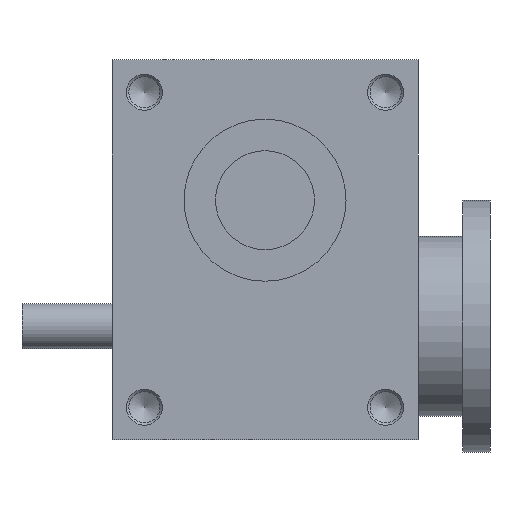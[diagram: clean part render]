
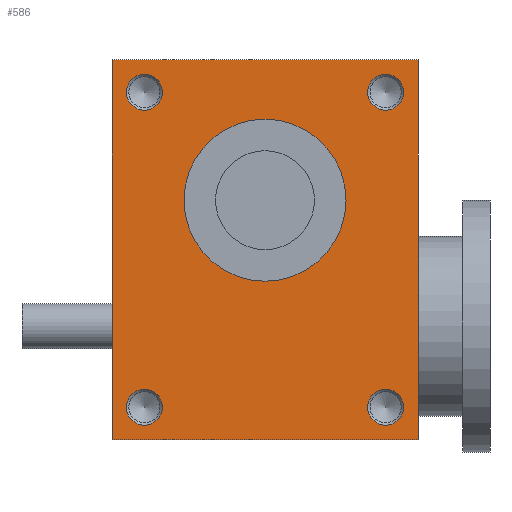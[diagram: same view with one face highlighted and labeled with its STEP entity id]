
A CAD part, front view. The second image highlights one B-rep face of the part: STEP entity #586.
In plain terms, the highlighted planar face has unit normal (0, -1, 0).
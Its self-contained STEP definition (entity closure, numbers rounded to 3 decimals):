
#586 = ADVANCED_FACE( '', ( #1209, #1210, #1211, #1212, #1213, #1214 ), #1215, .F. );
#1209 = FACE_BOUND( '', #1840, .T. );
#1210 = FACE_BOUND( '', #1841, .T. );
#1211 = FACE_BOUND( '', #1842, .T. );
#1212 = FACE_BOUND( '', #1843, .T. );
#1213 = FACE_BOUND( '', #1844, .T. );
#1214 = FACE_OUTER_BOUND( '', #1845, .T. );
#1215 = PLANE( '', #1846 );
#1840 = EDGE_LOOP( '', ( #3196 ) );
#1841 = EDGE_LOOP( '', ( #3197 ) );
#1842 = EDGE_LOOP( '', ( #3198 ) );
#1843 = EDGE_LOOP( '', ( #3199 ) );
#1844 = EDGE_LOOP( '', ( #3200 ) );
#1845 = EDGE_LOOP( '', ( #3201, #3202, #3203, #3204 ) );
#1846 = AXIS2_PLACEMENT_3D( '', #3205, #3206, #3207 );
#3196 = ORIENTED_EDGE( '', *, *, #3789, .F. );
#3197 = ORIENTED_EDGE( '', *, *, #3865, .F. );
#3198 = ORIENTED_EDGE( '', *, *, #3372, .F. );
#3199 = ORIENTED_EDGE( '', *, *, #3665, .F. );
#3200 = ORIENTED_EDGE( '', *, *, #3639, .T. );
#3201 = ORIENTED_EDGE( '', *, *, #3808, .T. );
#3202 = ORIENTED_EDGE( '', *, *, #3834, .F. );
#3203 = ORIENTED_EDGE( '', *, *, #3817, .F. );
#3204 = ORIENTED_EDGE( '', *, *, #3404, .T. );
#3205 = CARTESIAN_POINT( '', ( -85., -75., 105.5 ) );
#3206 = DIRECTION( '', ( 0., 1., 0. ) );
#3207 = DIRECTION( '', ( 0., 0., 1. ) );
#3372 = EDGE_CURVE( '', #3936, #3936, #3937, .T. );
#3404 = EDGE_CURVE( '', #3989, #3987, #3990, .T. );
#3639 = EDGE_CURVE( '', #4378, #4378, #4379, .T. );
#3665 = EDGE_CURVE( '', #4414, #4414, #4415, .T. );
#3789 = EDGE_CURVE( '', #4572, #4572, #4573, .T. );
#3808 = EDGE_CURVE( '', #3987, #4593, #4595, .T. );
#3817 = EDGE_CURVE( '', #3989, #4605, #4606, .T. );
#3834 = EDGE_CURVE( '', #4605, #4593, #4622, .T. );
#3865 = EDGE_CURVE( '', #4656, #4656, #4657, .T. );
#3936 = VERTEX_POINT( '', #4744 );
#3937 = CIRCLE( '', #4745, 10. );
#3987 = VERTEX_POINT( '', #4799 );
#3989 = VERTEX_POINT( '', #4802 );
#3990 = LINE( '', #4803, #4804 );
#4378 = VERTEX_POINT( '', #5318 );
#4379 = CIRCLE( '', #5319, 45. );
#4414 = VERTEX_POINT( '', #5365 );
#4415 = CIRCLE( '', #5366, 10. );
#4572 = VERTEX_POINT( '', #5606 );
#4573 = CIRCLE( '', #5607, 10. );
#4593 = VERTEX_POINT( '', #5631 );
#4595 = LINE( '', #5634, #5635 );
#4605 = VERTEX_POINT( '', #5678 );
#4606 = LINE( '', #5679, #5680 );
#4622 = LINE( '', #5702, #5703 );
#4656 = VERTEX_POINT( '', #5742 );
#4657 = CIRCLE( '', #5743, 10. );
#4744 = CARTESIAN_POINT( '', ( 67., -75., 77.5 ) );
#4745 = AXIS2_PLACEMENT_3D( '', #5795, #5796, #5797 );
#4799 = CARTESIAN_POINT( '', ( -85., -75., -105.5 ) );
#4802 = CARTESIAN_POINT( '', ( -85., -75., 105.5 ) );
#4803 = CARTESIAN_POINT( '', ( -85., -75., 105.5 ) );
#4804 = VECTOR( '', #5851, 1000. );
#5318 = CARTESIAN_POINT( '', ( 45., -75., 27.5 ) );
#5319 = AXIS2_PLACEMENT_3D( '', #6167, #6168, #6169 );
#5365 = CARTESIAN_POINT( '', ( 67., -75., -97.5 ) );
#5366 = AXIS2_PLACEMENT_3D( '', #6196, #6197, #6198 );
#5606 = CARTESIAN_POINT( '', ( -67., -75., -97.5 ) );
#5607 = AXIS2_PLACEMENT_3D( '', #6318, #6319, #6320 );
#5631 = CARTESIAN_POINT( '', ( 85., -75., -105.5 ) );
#5634 = CARTESIAN_POINT( '', ( -85., -75., -105.5 ) );
#5635 = VECTOR( '', #6335, 1000. );
#5678 = CARTESIAN_POINT( '', ( 85., -75., 105.5 ) );
#5679 = CARTESIAN_POINT( '', ( -85., -75., 105.5 ) );
#5680 = VECTOR( '', #6342, 1000. );
#5702 = CARTESIAN_POINT( '', ( 85., -75., 105.5 ) );
#5703 = VECTOR( '', #6349, 1000. );
#5742 = CARTESIAN_POINT( '', ( -67., -75., 77.5 ) );
#5743 = AXIS2_PLACEMENT_3D( '', #6367, #6368, #6369 );
#5795 = CARTESIAN_POINT( '', ( 67., -75., 87.5 ) );
#5796 = DIRECTION( '', ( 0., -1., 0. ) );
#5797 = DIRECTION( '', ( 0., 0., -1. ) );
#5851 = DIRECTION( '', ( 0., 0., -1. ) );
#6167 = CARTESIAN_POINT( '', ( 0., -75., 27.5 ) );
#6168 = DIRECTION( '', ( 0., 1., 0. ) );
#6169 = DIRECTION( '', ( 1., 0., 0. ) );
#6196 = CARTESIAN_POINT( '', ( 67., -75., -87.5 ) );
#6197 = DIRECTION( '', ( 0., -1., 0. ) );
#6198 = DIRECTION( '', ( 0., 0., -1. ) );
#6318 = CARTESIAN_POINT( '', ( -67., -75., -87.5 ) );
#6319 = DIRECTION( '', ( 0., -1., 0. ) );
#6320 = DIRECTION( '', ( 0., 0., -1. ) );
#6335 = DIRECTION( '', ( 1., 0., 0. ) );
#6342 = DIRECTION( '', ( 1., 0., 0. ) );
#6349 = DIRECTION( '', ( 0., 0., -1. ) );
#6367 = CARTESIAN_POINT( '', ( -67., -75., 87.5 ) );
#6368 = DIRECTION( '', ( 0., -1., 0. ) );
#6369 = DIRECTION( '', ( 0., 0., -1. ) );
